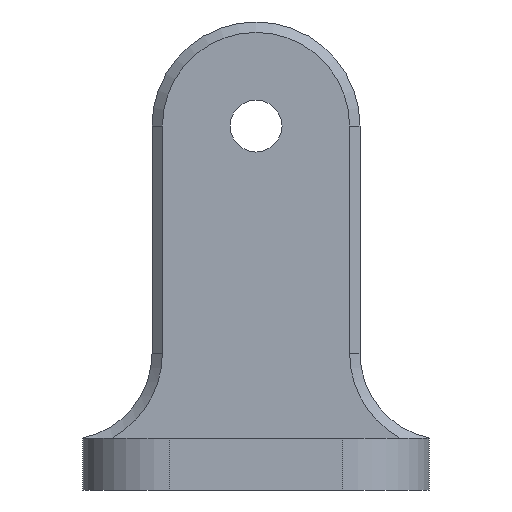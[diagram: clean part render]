
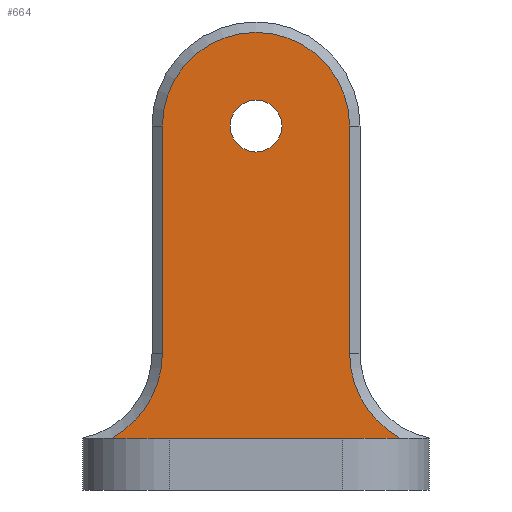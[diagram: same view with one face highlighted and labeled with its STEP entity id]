
A CAD part, left-side view. The second image highlights one B-rep face of the part: STEP entity #664.
In plain terms, the highlighted planar face has unit normal (-1, 0, 0).
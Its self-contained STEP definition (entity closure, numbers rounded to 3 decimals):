
#44 = EDGE_LOOP ( 'NONE', ( #475, #166, #1612, #1261, #113, #1329 ) ) ;
#107 = AXIS2_PLACEMENT_3D ( 'NONE', #269, #293, #1172 ) ;
#113 = ORIENTED_EDGE ( 'NONE', *, *, #418, .T. ) ;
#166 = ORIENTED_EDGE ( 'NONE', *, *, #766, .T. ) ;
#211 = LINE ( 'NONE', #1648, #2059 ) ;
#269 = CARTESIAN_POINT ( 'NONE',  ( 10., -10., 21. ) ) ;
#293 = DIRECTION ( 'NONE',  ( 1., 0., 0. ) ) ;
#302 = LINE ( 'NONE', #609, #2138 ) ;
#309 = DIRECTION ( 'NONE',  ( 0., 0., 1. ) ) ;
#361 = VERTEX_POINT ( 'NONE', #1248 ) ;
#418 = EDGE_CURVE ( 'NONE', #1693, #838, #211, .T. ) ;
#447 = CARTESIAN_POINT ( 'NONE',  ( 10., -18.287, 3. ) ) ;
#475 = ORIENTED_EDGE ( 'NONE', *, *, #1471, .T. ) ;
#485 = VERTEX_POINT ( 'NONE', #1638 ) ;
#609 = CARTESIAN_POINT ( 'NONE',  ( 10., -4., 3. ) ) ;
#657 = CARTESIAN_POINT ( 'NONE',  ( 10., -10., 21. ) ) ;
#664 = ADVANCED_FACE ( 'NONE', ( #1827, #2257 ), #1371, .F. ) ;
#707 = DIRECTION ( 'NONE',  ( 0., 1., 0. ) ) ;
#766 = EDGE_CURVE ( 'NONE', #1229, #1658, #1954, .T. ) ;
#838 = VERTEX_POINT ( 'NONE', #1778 ) ;
#878 = CARTESIAN_POINT ( 'NONE',  ( 10., -21., 7.899 ) ) ;
#901 = ORIENTED_EDGE ( 'NONE', *, *, #1548, .F. ) ;
#904 = DIRECTION ( 'NONE',  ( 0., 1., 0. ) ) ;
#912 = DIRECTION ( 'NONE',  ( 1., 0., 0. ) ) ;
#920 = DIRECTION ( 'NONE',  ( -1., 0., 0. ) ) ;
#934 = CIRCLE ( 'NONE', #2308, 1.5 ) ;
#1002 = CARTESIAN_POINT ( 'NONE',  ( 10., -4.6, 21. ) ) ;
#1026 = AXIS2_PLACEMENT_3D ( 'NONE', #878, #1058, #707 ) ;
#1044 = CIRCLE ( 'NONE', #2236, 5.6 ) ;
#1058 = DIRECTION ( 'NONE',  ( 1., 0., 0. ) ) ;
#1063 = ORIENTED_EDGE ( 'NONE', *, *, #1950, .F. ) ;
#1172 = DIRECTION ( 'NONE',  ( 0., 1., 0. ) ) ;
#1185 = CARTESIAN_POINT ( 'NONE',  ( 10., -15.4, 21. ) ) ;
#1229 = VERTEX_POINT ( 'NONE', #447 ) ;
#1230 = VERTEX_POINT ( 'NONE', #1442 ) ;
#1248 = CARTESIAN_POINT ( 'NONE',  ( 10., -1.713, 3. ) ) ;
#1261 = ORIENTED_EDGE ( 'NONE', *, *, #2222, .T. ) ;
#1269 = CARTESIAN_POINT ( 'NONE',  ( 10., 1., 7.899 ) ) ;
#1318 = DIRECTION ( 'NONE',  ( -1., 0., 0. ) ) ;
#1329 = ORIENTED_EDGE ( 'NONE', *, *, #1841, .T. ) ;
#1371 = PLANE ( 'NONE',  #107 ) ;
#1438 = EDGE_LOOP ( 'NONE', ( #1063, #901 ) ) ;
#1442 = CARTESIAN_POINT ( 'NONE',  ( 10., -8.5, 21. ) ) ;
#1448 = DIRECTION ( 'NONE',  ( 0., 0., -1. ) ) ;
#1471 = EDGE_CURVE ( 'NONE', #361, #1229, #302, .T. ) ;
#1506 = DIRECTION ( 'NONE',  ( 0., -1., 0. ) ) ;
#1548 = EDGE_CURVE ( 'NONE', #1230, #485, #1847, .T. ) ;
#1567 = DIRECTION ( 'NONE',  ( -1., 0., 0. ) ) ;
#1612 = ORIENTED_EDGE ( 'NONE', *, *, #2321, .T. ) ;
#1616 = LINE ( 'NONE', #1185, #1645 ) ;
#1638 = CARTESIAN_POINT ( 'NONE',  ( 10., -11.5, 21. ) ) ;
#1645 = VECTOR ( 'NONE', #309, 1000. ) ;
#1648 = CARTESIAN_POINT ( 'NONE',  ( 10., -4.6, 7.899 ) ) ;
#1658 = VERTEX_POINT ( 'NONE', #2241 ) ;
#1693 = VERTEX_POINT ( 'NONE', #1002 ) ;
#1763 = AXIS2_PLACEMENT_3D ( 'NONE', #2023, #1318, #1506 ) ;
#1778 = CARTESIAN_POINT ( 'NONE',  ( 10., -4.6, 7.899 ) ) ;
#1827 = FACE_OUTER_BOUND ( 'NONE', #44, .T. ) ;
#1841 = EDGE_CURVE ( 'NONE', #838, #361, #1044, .T. ) ;
#1847 = CIRCLE ( 'NONE', #1763, 1.5 ) ;
#1873 = DIRECTION ( 'NONE',  ( 0., -1., 0. ) ) ;
#1902 = CARTESIAN_POINT ( 'NONE',  ( 10., -15.4, 21. ) ) ;
#1911 = DIRECTION ( 'NONE',  ( 0., 1., 0. ) ) ;
#1950 = EDGE_CURVE ( 'NONE', #485, #1230, #934, .T. ) ;
#1954 = CIRCLE ( 'NONE', #1026, 5.6 ) ;
#2010 = DIRECTION ( 'NONE',  ( 0., -1., 0. ) ) ;
#2023 = CARTESIAN_POINT ( 'NONE',  ( 10., -10., 21. ) ) ;
#2059 = VECTOR ( 'NONE', #1448, 1000. ) ;
#2116 = AXIS2_PLACEMENT_3D ( 'NONE', #657, #1567, #1911 ) ;
#2138 = VECTOR ( 'NONE', #1873, 1000. ) ;
#2193 = CARTESIAN_POINT ( 'NONE',  ( 10., -10., 21. ) ) ;
#2198 = CIRCLE ( 'NONE', #2116, 5.4 ) ;
#2222 = EDGE_CURVE ( 'NONE', #2267, #1693, #2198, .T. ) ;
#2236 = AXIS2_PLACEMENT_3D ( 'NONE', #1269, #912, #904 ) ;
#2241 = CARTESIAN_POINT ( 'NONE',  ( 10., -15.4, 7.899 ) ) ;
#2257 = FACE_BOUND ( 'NONE', #1438, .T. ) ;
#2267 = VERTEX_POINT ( 'NONE', #1902 ) ;
#2308 = AXIS2_PLACEMENT_3D ( 'NONE', #2193, #920, #2010 ) ;
#2321 = EDGE_CURVE ( 'NONE', #1658, #2267, #1616, .T. ) ;
